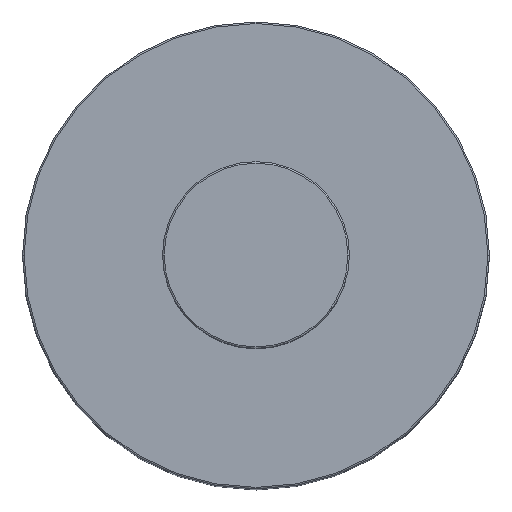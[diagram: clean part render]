
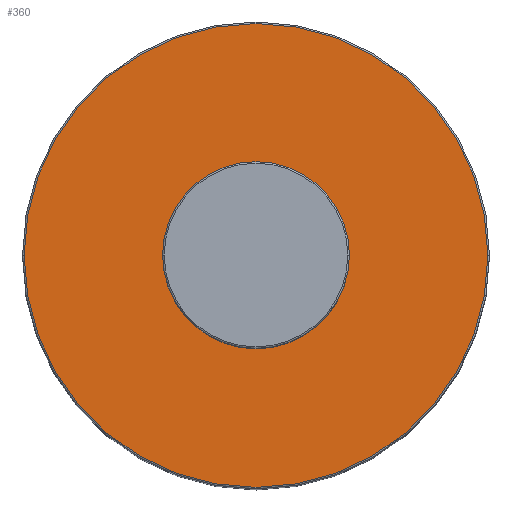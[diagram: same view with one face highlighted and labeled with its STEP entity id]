
A CAD part, top view. The second image highlights one B-rep face of the part: STEP entity #360.
In plain terms, the highlighted planar face has unit normal (0, 0, 1).
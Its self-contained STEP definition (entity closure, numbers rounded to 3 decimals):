
#128=CARTESIAN_POINT('',(0.,0.,40.));
#129=DIRECTION('',(0.,0.,1.));
#130=DIRECTION('',(1.,0.,0.));
#131=AXIS2_PLACEMENT_3D('',#128,#129,#130);
#133=CARTESIAN_POINT('',(0.,0.,40.));
#134=DIRECTION('',(0.,0.,1.));
#135=DIRECTION('',(-1.,0.,0.));
#136=AXIS2_PLACEMENT_3D('',#133,#134,#135);
#138=CARTESIAN_POINT('',(0.,0.,40.));
#139=DIRECTION('',(0.,0.,1.));
#140=DIRECTION('',(-1.,0.,0.));
#141=AXIS2_PLACEMENT_3D('',#138,#139,#140);
#143=CARTESIAN_POINT('',(0.,0.,40.));
#144=DIRECTION('',(0.,0.,1.));
#145=DIRECTION('',(1.,0.,0.));
#146=AXIS2_PLACEMENT_3D('',#143,#144,#145);
#191=CARTESIAN_POINT('',(6.,0.,40.));
#192=CARTESIAN_POINT('',(-6.,0.,40.));
#193=VERTEX_POINT('',#191);
#194=VERTEX_POINT('',#192);
#203=CARTESIAN_POINT('',(-14.9,0.,40.));
#204=CARTESIAN_POINT('',(14.9,0.,40.));
#205=VERTEX_POINT('',#203);
#206=VERTEX_POINT('',#204);
#344=CARTESIAN_POINT('',(0.,0.,40.));
#345=DIRECTION('',(0.,0.,1.));
#346=DIRECTION('',(1.,0.,0.));
#347=AXIS2_PLACEMENT_3D('',#344,#345,#346);
#348=PLANE('',#347);
#349=ORIENTED_EDGE('',*,*,#327,.F.);
#351=ORIENTED_EDGE('',*,*,#350,.F.);
#352=EDGE_LOOP('',(#349,#351));
#353=FACE_OUTER_BOUND('',#352,.F.);
#355=ORIENTED_EDGE('',*,*,#354,.T.);
#357=ORIENTED_EDGE('',*,*,#356,.T.);
#358=EDGE_LOOP('',(#355,#357));
#359=FACE_BOUND('',#358,.F.);
#360=ADVANCED_FACE('',(#353,#359),#348,.T.);
#132=CIRCLE('',#131,6.);
#137=CIRCLE('',#136,6.);
#142=CIRCLE('',#141,14.9);
#147=CIRCLE('',#146,14.9);
#327=EDGE_CURVE('',#205,#206,#142,.T.);
#350=EDGE_CURVE('',#206,#205,#147,.T.);
#354=EDGE_CURVE('',#193,#194,#132,.T.);
#356=EDGE_CURVE('',#194,#193,#137,.T.);
